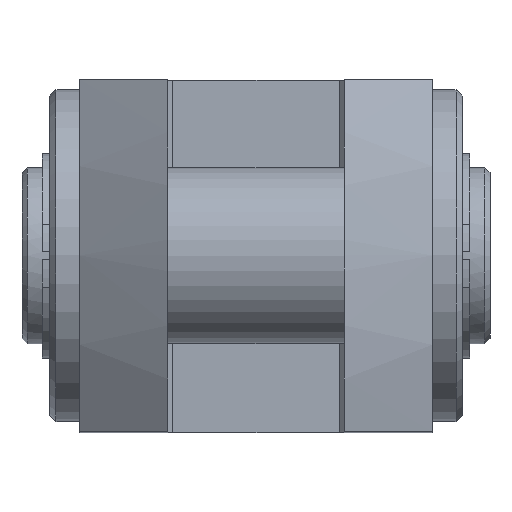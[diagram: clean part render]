
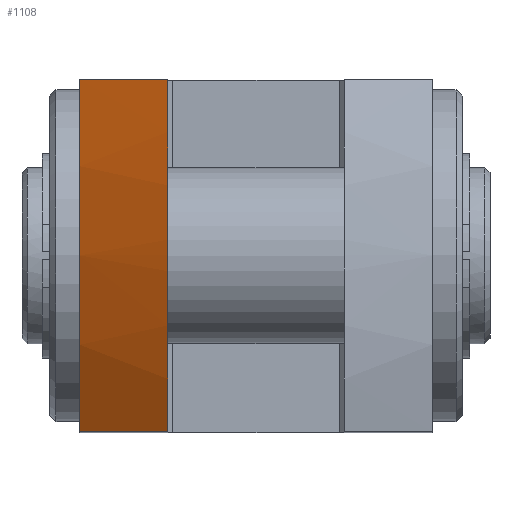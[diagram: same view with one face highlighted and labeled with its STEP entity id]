
A CAD part, top view. The second image highlights one B-rep face of the part: STEP entity #1108.
In plain terms, the highlighted conical face has half-angle 30 degrees and reference radius 100.743 mm.
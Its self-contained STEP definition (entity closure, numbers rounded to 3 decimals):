
#62=CONICAL_SURFACE('',#1242,100.742,0.524);
#75=B_SPLINE_CURVE_WITH_KNOTS('',3,(#1767,#1768,#1769,#1770),
 .UNSPECIFIED.,.F.,.F.,(4,4),(0.129,0.136),
 .UNSPECIFIED.);
#78=B_SPLINE_CURVE_WITH_KNOTS('',3,(#1793,#1794,#1795,#1796),
 .UNSPECIFIED.,.F.,.F.,(4,4),(0.154,0.174),
 .UNSPECIFIED.);
#80=B_SPLINE_CURVE_WITH_KNOTS('',3,(#1807,#1808,#1809,#1810),
 .UNSPECIFIED.,.F.,.F.,(4,4),(0.161,0.182),
 .UNSPECIFIED.);
#306=ORIENTED_EDGE('',*,*,#510,.T.);
#307=ORIENTED_EDGE('',*,*,#540,.T.);
#308=ORIENTED_EDGE('',*,*,#522,.T.);
#309=ORIENTED_EDGE('',*,*,#535,.T.);
#310=ORIENTED_EDGE('',*,*,#512,.T.);
#311=ORIENTED_EDGE('',*,*,#531,.F.);
#510=EDGE_CURVE('',#654,#655,#758,.F.);
#512=EDGE_CURVE('',#657,#656,#759,.F.);
#522=EDGE_CURVE('',#666,#667,#763,.F.);
#531=EDGE_CURVE('',#654,#656,#75,.T.);
#535=EDGE_CURVE('',#667,#657,#78,.T.);
#540=EDGE_CURVE('',#655,#666,#80,.T.);
#654=VERTEX_POINT('',#1703);
#655=VERTEX_POINT('',#1704);
#656=VERTEX_POINT('',#1706);
#657=VERTEX_POINT('',#1708);
#666=VERTEX_POINT('',#1737);
#667=VERTEX_POINT('',#1738);
#758=CIRCLE('',#1207,116.042);
#759=CIRCLE('',#1208,116.042);
#763=CIRCLE('',#1214,105.939);
#848=EDGE_LOOP('',(#306,#307,#308,#309,#310,#311));
#964=FACE_BOUND('',#848,.T.);
#1108=ADVANCED_FACE('',(#964),#62,.T.);
#1207=AXIS2_PLACEMENT_3D('',#1702,#1359,#1360);
#1208=AXIS2_PLACEMENT_3D('',#1707,#1362,#1363);
#1214=AXIS2_PLACEMENT_3D('',#1736,#1379,#1380);
#1242=AXIS2_PLACEMENT_3D('',#1845,#1447,#1448);
#1359=DIRECTION('',(-1.,0.,0.));
#1360=DIRECTION('',(0.,0.,1.));
#1362=DIRECTION('',(-1.,0.,0.));
#1363=DIRECTION('',(0.,0.,1.));
#1379=DIRECTION('',(1.,0.,0.));
#1380=DIRECTION('',(0.,0.,-1.));
#1447=DIRECTION('',(-1.,0.,0.));
#1448=DIRECTION('',(0.,0.,1.));
#1702=CARTESIAN_POINT('',(17.5,0.,-72.));
#1703=CARTESIAN_POINT('',(17.5,-3.132,44.));
#1704=CARTESIAN_POINT('',(17.5,-35.,38.638));
#1706=CARTESIAN_POINT('',(17.5,3.132,44.));
#1707=CARTESIAN_POINT('',(17.5,0.,-72.));
#1708=CARTESIAN_POINT('',(17.5,35.,38.638));
#1736=CARTESIAN_POINT('',(35.,0.,-72.));
#1737=CARTESIAN_POINT('',(35.,-35.,27.99));
#1738=CARTESIAN_POINT('',(35.,35.,27.99));
#1767=CARTESIAN_POINT('',(17.5,-3.132,44.));
#1768=CARTESIAN_POINT('',(17.598,-1.034,44.));
#1769=CARTESIAN_POINT('',(17.597,1.053,44.));
#1770=CARTESIAN_POINT('',(17.5,3.132,44.));
#1793=CARTESIAN_POINT('',(35.,35.,27.99));
#1794=CARTESIAN_POINT('',(29.175,35.,31.553));
#1795=CARTESIAN_POINT('',(23.341,35.,35.101));
#1796=CARTESIAN_POINT('',(17.5,35.,38.638));
#1807=CARTESIAN_POINT('',(17.5,-35.,38.638));
#1808=CARTESIAN_POINT('',(23.341,-35.,35.101));
#1809=CARTESIAN_POINT('',(29.175,-35.,31.553));
#1810=CARTESIAN_POINT('',(35.,-35.,27.99));
#1845=CARTESIAN_POINT('',(44.,0.,-72.));
